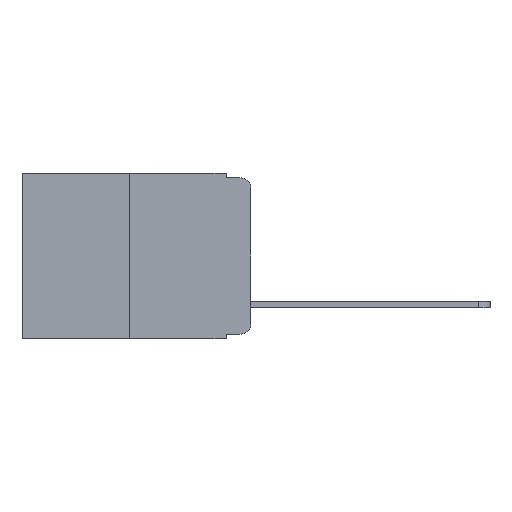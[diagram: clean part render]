
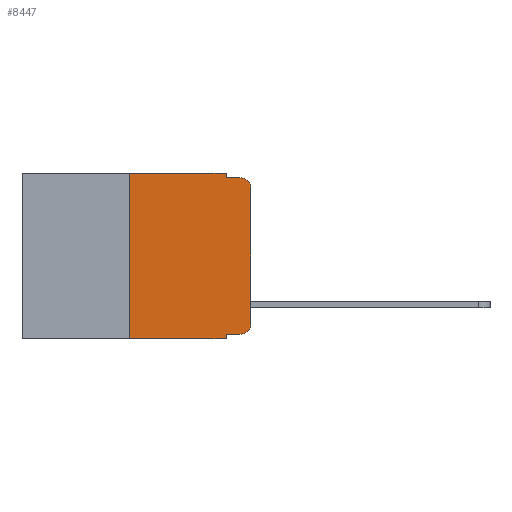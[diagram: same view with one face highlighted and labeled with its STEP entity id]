
A CAD part, left-side view. The second image highlights one B-rep face of the part: STEP entity #8447.
In plain terms, the highlighted planar face has unit normal (-1, 0, 0).
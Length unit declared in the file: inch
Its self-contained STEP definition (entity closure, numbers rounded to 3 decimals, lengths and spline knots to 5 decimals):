
#494 = AXIS2_PLACEMENT_3D ( 'NONE', #2873, #2864, #2860 ) ;
#517 = FACE_OUTER_BOUND ( 'NONE', #3536, .T. ) ;
#1110 = VERTEX_POINT ( 'NONE', #8744 ) ;
#1332 = VERTEX_POINT ( 'NONE', #6829 ) ;
#1441 = CARTESIAN_POINT ( 'NONE',  ( 0., 0.051, -0.01 ) ) ;
#1467 = DIRECTION ( 'NONE',  ( 0., 0., -1. ) ) ;
#1596 = VECTOR ( 'NONE', #5763, 39.37008 ) ;
#1788 = VERTEX_POINT ( 'NONE', #4693 ) ;
#1866 = VECTOR ( 'NONE', #8236, 39.37008 ) ;
#2125 = VECTOR ( 'NONE', #3785, 39.37008 ) ;
#2355 = EDGE_CURVE ( 'NONE', #9167, #1332, #6989, .T. ) ;
#2378 = CARTESIAN_POINT ( 'NONE',  ( 0., 0., -0.03 ) ) ;
#2523 = LINE ( 'NONE', #4772, #7030 ) ;
#2702 = CARTESIAN_POINT ( 'NONE',  ( 0., 0.051, 0. ) ) ;
#2860 = DIRECTION ( 'NONE',  ( 0., 0., -1. ) ) ;
#2864 = DIRECTION ( 'NONE',  ( 1., 0., 0. ) ) ;
#2873 = CARTESIAN_POINT ( 'NONE',  ( 0., 0.473, 0. ) ) ;
#2905 = PLANE ( 'NONE',  #494 ) ;
#3482 = VERTEX_POINT ( 'NONE', #9698 ) ;
#3536 = EDGE_LOOP ( 'NONE', ( #3546, #3763, #3868, #3995, #4858, #4893, #4996, #5040, #5107, #5635 ) ) ;
#3546 = ORIENTED_EDGE ( 'NONE', *, *, #6975, .T. ) ;
#3632 = VERTEX_POINT ( 'NONE', #5278 ) ;
#3763 = ORIENTED_EDGE ( 'NONE', *, *, #4663, .T. ) ;
#3785 = DIRECTION ( 'NONE',  ( 0., 0., 1. ) ) ;
#3800 = CARTESIAN_POINT ( 'NONE',  ( 0., 0.473, -0.343 ) ) ;
#3824 = DIRECTION ( 'NONE',  ( 0., 0., -1. ) ) ;
#3868 = ORIENTED_EDGE ( 'NONE', *, *, #4048, .F. ) ;
#3943 = CARTESIAN_POINT ( 'NONE',  ( 0., 0.25, 0. ) ) ;
#3995 = ORIENTED_EDGE ( 'NONE', *, *, #9998, .F. ) ;
#4048 = EDGE_CURVE ( 'NONE', #1110, #7431, #5056, .T. ) ;
#4283 = EDGE_CURVE ( 'NONE', #10054, #9167, #5185, .T. ) ;
#4663 = EDGE_CURVE ( 'NONE', #8548, #7431, #6384, .T. ) ;
#4693 = CARTESIAN_POINT ( 'NONE',  ( 0., 0.25, 0. ) ) ;
#4772 = CARTESIAN_POINT ( 'NONE',  ( 0., 0.051, 0. ) ) ;
#4858 = ORIENTED_EDGE ( 'NONE', *, *, #7529, .F. ) ;
#4893 = ORIENTED_EDGE ( 'NONE', *, *, #8336, .F. ) ;
#4996 = ORIENTED_EDGE ( 'NONE', *, *, #11469, .T. ) ;
#5040 = ORIENTED_EDGE ( 'NONE', *, *, #7187, .F. ) ;
#5051 = DIRECTION ( 'NONE',  ( 0., -1., 0. ) ) ;
#5056 = LINE ( 'NONE', #1441, #11453 ) ;
#5107 = ORIENTED_EDGE ( 'NONE', *, *, #4283, .T. ) ;
#5185 = LINE ( 'NONE', #6240, #9465 ) ;
#5224 = CARTESIAN_POINT ( 'NONE',  ( 0., 0.02, -0.333 ) ) ;
#5268 = CARTESIAN_POINT ( 'NONE',  ( 0., 0.02, -0.03 ) ) ;
#5278 = CARTESIAN_POINT ( 'NONE',  ( 0., 0.051, -0.343 ) ) ;
#5376 = CARTESIAN_POINT ( 'NONE',  ( 0., 0., 0. ) ) ;
#5390 = DIRECTION ( 'NONE',  ( 0., 0., -1. ) ) ;
#5635 = ORIENTED_EDGE ( 'NONE', *, *, #2355, .T. ) ;
#5763 = DIRECTION ( 'NONE',  ( 0., 0., 1. ) ) ;
#6081 = VERTEX_POINT ( 'NONE', #7587 ) ;
#6100 = DIRECTION ( 'NONE',  ( -1., 0., 0. ) ) ;
#6240 = CARTESIAN_POINT ( 'NONE',  ( 0., 0.051, -0.333 ) ) ;
#6303 = VECTOR ( 'NONE', #9740, 39.37008 ) ;
#6384 = CIRCLE ( 'NONE', #9430, 0.02 ) ;
#6829 = CARTESIAN_POINT ( 'NONE',  ( 0., 0., -0.313 ) ) ;
#6975 = EDGE_CURVE ( 'NONE', #1332, #8548, #8497, .T. ) ;
#6989 = CIRCLE ( 'NONE', #7314, 0.02 ) ;
#7030 = VECTOR ( 'NONE', #3824, 39.37008 ) ;
#7187 = EDGE_CURVE ( 'NONE', #10054, #3632, #8626, .T. ) ;
#7314 = AXIS2_PLACEMENT_3D ( 'NONE', #10352, #10896, #10998 ) ;
#7431 = VERTEX_POINT ( 'NONE', #10495 ) ;
#7529 = EDGE_CURVE ( 'NONE', #1788, #3482, #8615, .T. ) ;
#7587 = CARTESIAN_POINT ( 'NONE',  ( 0., 0.25, -0.343 ) ) ;
#8236 = DIRECTION ( 'NONE',  ( 0., -1., 0. ) ) ;
#8258 = CARTESIAN_POINT ( 'NONE',  ( 0., 0.051, -0.333 ) ) ;
#8336 = EDGE_CURVE ( 'NONE', #6081, #1788, #9458, .T. ) ;
#8447 = ADVANCED_FACE ( 'NONE', ( #517 ), #2905, .F. ) ;
#8497 = LINE ( 'NONE', #5376, #1596 ) ;
#8548 = VERTEX_POINT ( 'NONE', #2378 ) ;
#8615 = LINE ( 'NONE', #9691, #6303 ) ;
#8626 = LINE ( 'NONE', #2702, #10763 ) ;
#8744 = CARTESIAN_POINT ( 'NONE',  ( 0., 0.051, -0.01 ) ) ;
#9167 = VERTEX_POINT ( 'NONE', #5224 ) ;
#9430 = AXIS2_PLACEMENT_3D ( 'NONE', #5268, #6100, #5390 ) ;
#9458 = LINE ( 'NONE', #3943, #2125 ) ;
#9465 = VECTOR ( 'NONE', #10987, 39.37008 ) ;
#9691 = CARTESIAN_POINT ( 'NONE',  ( 0., 0.473, 0. ) ) ;
#9698 = CARTESIAN_POINT ( 'NONE',  ( 0., 0.051, 0. ) ) ;
#9740 = DIRECTION ( 'NONE',  ( 0., -1., 0. ) ) ;
#9998 = EDGE_CURVE ( 'NONE', #3482, #1110, #2523, .T. ) ;
#10054 = VERTEX_POINT ( 'NONE', #8258 ) ;
#10352 = CARTESIAN_POINT ( 'NONE',  ( 0., 0.02, -0.313 ) ) ;
#10495 = CARTESIAN_POINT ( 'NONE',  ( 0., 0.02, -0.01 ) ) ;
#10763 = VECTOR ( 'NONE', #1467, 39.37008 ) ;
#10896 = DIRECTION ( 'NONE',  ( -1., 0., 0. ) ) ;
#10987 = DIRECTION ( 'NONE',  ( 0., -1., 0. ) ) ;
#10998 = DIRECTION ( 'NONE',  ( 0., 0., -1. ) ) ;
#11109 = LINE ( 'NONE', #3800, #1866 ) ;
#11453 = VECTOR ( 'NONE', #5051, 39.37008 ) ;
#11469 = EDGE_CURVE ( 'NONE', #6081, #3632, #11109, .T. ) ;
